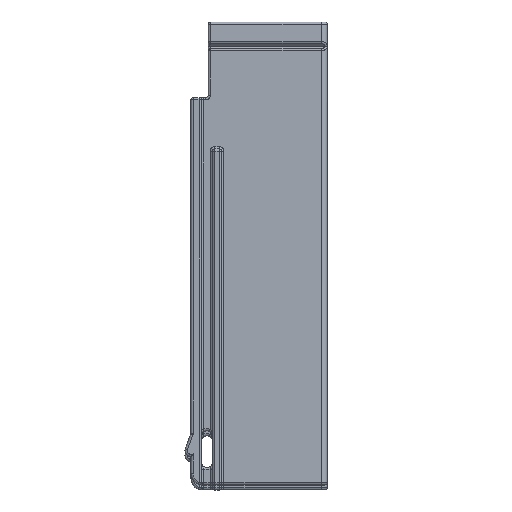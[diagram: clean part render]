
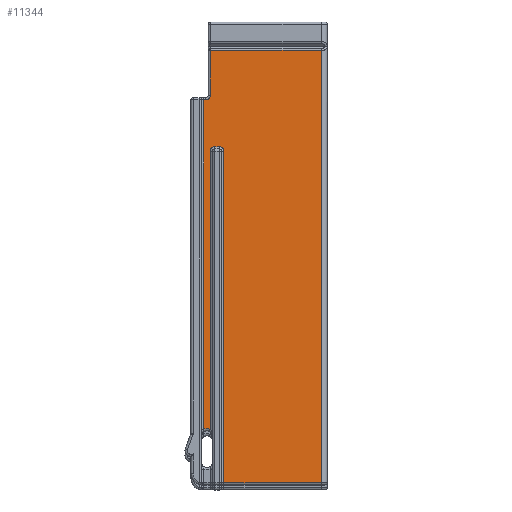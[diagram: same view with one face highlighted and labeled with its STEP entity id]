
A CAD part, top view. The second image highlights one B-rep face of the part: STEP entity #11344.
In plain terms, the highlighted planar face has unit normal (0, 0, 1).
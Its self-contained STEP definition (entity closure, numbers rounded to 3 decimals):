
#8178=CARTESIAN_POINT('',(106.75,64.043,-21.92));
#8198=DIRECTION('',(0.,-1.,0.));
#8199=VECTOR('',#8198,94.293);
#8200=CARTESIAN_POINT('',(106.75,64.043,-21.92));
#8201=LINE('',#8200,#8199);
#8202=CARTESIAN_POINT('',(84.5,42.05,-21.92));
#8203=DIRECTION('',(0.,0.,1.));
#8204=DIRECTION('',(1.,0.,0.));
#8205=AXIS2_PLACEMENT_3D('',#8202,#8203,#8204);
#8207=CARTESIAN_POINT('',(83.5,42.05,-21.92));
#8208=DIRECTION('',(0.,0.,1.));
#8209=DIRECTION('',(0.,1.,0.));
#8210=AXIS2_PLACEMENT_3D('',#8207,#8208,#8209);
#8212=CARTESIAN_POINT('',(81.8,-20.15,-21.92));
#8213=DIRECTION('',(0.,0.,1.));
#8214=DIRECTION('',(0.412,0.911,0.));
#8215=AXIS2_PLACEMENT_3D('',#8212,#8213,#8214);
#8217=CARTESIAN_POINT('',(81.55,54.25,-21.92));
#8218=DIRECTION('',(0.,0.,1.));
#8219=DIRECTION('',(0.,-1.,0.));
#8220=AXIS2_PLACEMENT_3D('',#8217,#8218,#8219);
#8231=DIRECTION('',(-1.,0.,0.));
#8232=VECTOR('',#8231,24.2);
#8233=CARTESIAN_POINT('',(106.75,64.043,-21.92));
#8234=LINE('',#8233,#8232);
#8250=DIRECTION('',(0.,-1.,0.));
#8251=VECTOR('',#8250,9.793);
#8252=CARTESIAN_POINT('',(82.55,64.043,-21.92));
#8253=LINE('',#8252,#8251);
#8268=DIRECTION('',(-1.,0.,0.));
#8269=VECTOR('',#8268,0.45);
#8270=CARTESIAN_POINT('',(81.55,53.25,-21.92));
#8271=LINE('',#8270,#8269);
#9141=DIRECTION('',(1.,0.,0.));
#9142=VECTOR('',#9141,1.);
#9143=CARTESIAN_POINT('',(83.5,43.05,-21.92));
#9144=LINE('',#9143,#9142);
#9163=DIRECTION('',(0.,-1.,0.));
#9164=VECTOR('',#9163,72.3);
#9165=CARTESIAN_POINT('',(85.5,42.05,-21.92));
#9166=LINE('',#9165,#9164);
#9235=DIRECTION('',(1.,0.,0.));
#9236=VECTOR('',#9235,21.25);
#9237=CARTESIAN_POINT('',(85.5,-30.25,-21.92));
#9238=LINE('',#9237,#9236);
#9475=DIRECTION('',(0.,1.,0.));
#9476=VECTOR('',#9475,60.651);
#9477=CARTESIAN_POINT('',(82.5,-18.601,
-21.92));
#9478=LINE('',#9477,#9476);
#9615=DIRECTION('',(0.,-1.,0.));
#9616=VECTOR('',#9615,71.851);
#9617=CARTESIAN_POINT('',(81.1,53.25,-21.92));
#9618=LINE('',#9617,#9616);
#9963=VERTEX_POINT('',#8178);
#9968=CARTESIAN_POINT('',(106.75,-30.25,-21.92));
#9969=VERTEX_POINT('',#9968);
#9978=CARTESIAN_POINT('',(82.55,64.043,-21.92));
#9979=VERTEX_POINT('',#9978);
#9980=CARTESIAN_POINT('',(85.5,-30.25,-21.92));
#9981=VERTEX_POINT('',#9980);
#9982=CARTESIAN_POINT('',(85.5,42.05,-21.92));
#9983=VERTEX_POINT('',#9982);
#9984=CARTESIAN_POINT('',(84.5,43.05,-21.92));
#9985=VERTEX_POINT('',#9984);
#9986=CARTESIAN_POINT('',(83.5,43.05,-21.92));
#9987=VERTEX_POINT('',#9986);
#9988=CARTESIAN_POINT('',(82.5,42.05,-21.92));
#9989=VERTEX_POINT('',#9988);
#9990=CARTESIAN_POINT('',(82.5,-18.601,
-21.92));
#9991=VERTEX_POINT('',#9990);
#9992=CARTESIAN_POINT('',(81.1,-18.601,-21.92));
#9993=VERTEX_POINT('',#9992);
#9994=CARTESIAN_POINT('',(81.1,53.25,-21.92));
#9995=VERTEX_POINT('',#9994);
#9996=CARTESIAN_POINT('',(81.55,53.25,-21.92));
#9997=VERTEX_POINT('',#9996);
#9998=CARTESIAN_POINT('',(82.55,54.25,-21.92));
#9999=VERTEX_POINT('',#9998);
#11312=CARTESIAN_POINT('',(93.925,16.896,-21.92));
#11313=DIRECTION('',(0.,0.,1.));
#11314=DIRECTION('',(-1.,0.,0.));
#11315=AXIS2_PLACEMENT_3D('',#11312,#11313,#11314);
#11316=PLANE('',#11315);
#11318=ORIENTED_EDGE('',*,*,#11317,.F.);
#11319=ORIENTED_EDGE('',*,*,#11294,.T.);
#11321=ORIENTED_EDGE('',*,*,#11320,.F.);
#11323=ORIENTED_EDGE('',*,*,#11322,.F.);
#11325=ORIENTED_EDGE('',*,*,#11324,.T.);
#11327=ORIENTED_EDGE('',*,*,#11326,.F.);
#11329=ORIENTED_EDGE('',*,*,#11328,.T.);
#11331=ORIENTED_EDGE('',*,*,#11330,.F.);
#11333=ORIENTED_EDGE('',*,*,#11332,.T.);
#11335=ORIENTED_EDGE('',*,*,#11334,.F.);
#11337=ORIENTED_EDGE('',*,*,#11336,.F.);
#11339=ORIENTED_EDGE('',*,*,#11338,.T.);
#11341=ORIENTED_EDGE('',*,*,#11340,.F.);
#11342=EDGE_LOOP('',(#11318,#11319,#11321,#11323,#11325,#11327,#11329,#11331,
#11333,#11335,#11337,#11339,#11341));
#11343=FACE_OUTER_BOUND('',#11342,.F.);
#8206=CIRCLE('',#8205,1.);
#8211=CIRCLE('',#8210,1.);
#8216=CIRCLE('',#8215,1.7);
#8221=CIRCLE('',#8220,1.);
#11294=EDGE_CURVE('',#9963,#9969,#8201,.T.);
#11317=EDGE_CURVE('',#9963,#9979,#8234,.T.);
#11320=EDGE_CURVE('',#9981,#9969,#9238,.T.);
#11322=EDGE_CURVE('',#9983,#9981,#9166,.T.);
#11324=EDGE_CURVE('',#9983,#9985,#8206,.T.);
#11326=EDGE_CURVE('',#9987,#9985,#9144,.T.);
#11328=EDGE_CURVE('',#9987,#9989,#8211,.T.);
#11330=EDGE_CURVE('',#9991,#9989,#9478,.T.);
#11332=EDGE_CURVE('',#9991,#9993,#8216,.T.);
#11334=EDGE_CURVE('',#9995,#9993,#9618,.T.);
#11336=EDGE_CURVE('',#9997,#9995,#8271,.T.);
#11338=EDGE_CURVE('',#9997,#9999,#8221,.T.);
#11340=EDGE_CURVE('',#9979,#9999,#8253,.T.);
#11344=ADVANCED_FACE('',(#11343),#11316,.T.);
